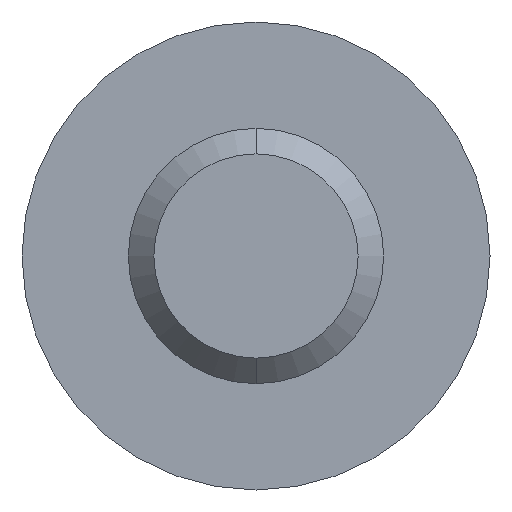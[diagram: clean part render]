
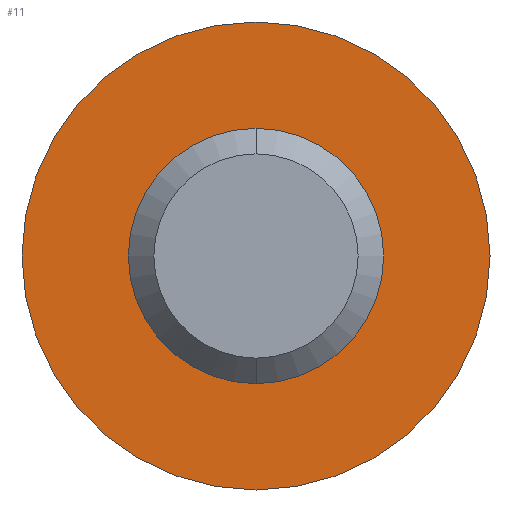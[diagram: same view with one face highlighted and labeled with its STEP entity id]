
A CAD part, front view. The second image highlights one B-rep face of the part: STEP entity #11.
In plain terms, the highlighted planar face has unit normal (0, -1, 0).
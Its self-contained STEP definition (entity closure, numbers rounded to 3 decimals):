
#2 = CARTESIAN_POINT ( 'NONE',  ( 0., 8., -2.75 ) ) ;
#11 = ADVANCED_FACE ( 'NONE', ( #216, #504 ), #228, .F. ) ;
#17 = AXIS2_PLACEMENT_3D ( 'NONE', #698, #363, #254 ) ;
#41 = DIRECTION ( 'NONE',  ( 0., 0., 1. ) ) ;
#45 = CARTESIAN_POINT ( 'NONE',  ( 0., 8., -1.5 ) ) ;
#58 = AXIS2_PLACEMENT_3D ( 'NONE', #661, #219, #229 ) ;
#94 = CARTESIAN_POINT ( 'NONE',  ( 0., 8., 0. ) ) ;
#118 = VERTEX_POINT ( 'NONE', #143 ) ;
#143 = CARTESIAN_POINT ( 'NONE',  ( 0., 8., 2.75 ) ) ;
#166 = VERTEX_POINT ( 'NONE', #45 ) ;
#184 = CARTESIAN_POINT ( 'NONE',  ( 0., 8., 0. ) ) ;
#203 = DIRECTION ( 'NONE',  ( 0., 1., 0. ) ) ;
#211 = EDGE_LOOP ( 'NONE', ( #647, #599 ) ) ;
#216 = FACE_BOUND ( 'NONE', #211, .T. ) ;
#219 = DIRECTION ( 'NONE',  ( 0., 1., 0. ) ) ;
#228 = PLANE ( 'NONE',  #384 ) ;
#229 = DIRECTION ( 'NONE',  ( 0., 0., 1. ) ) ;
#237 = CIRCLE ( 'NONE', #591, 2.75 ) ;
#254 = DIRECTION ( 'NONE',  ( 0., 0., 1. ) ) ;
#270 = CIRCLE ( 'NONE', #373, 1.5 ) ;
#337 = CARTESIAN_POINT ( 'NONE',  ( 0., 8., 1.5 ) ) ;
#341 = CIRCLE ( 'NONE', #58, 2.75 ) ;
#344 = ORIENTED_EDGE ( 'NONE', *, *, #359, .F. ) ;
#351 = DIRECTION ( 'NONE',  ( 0., 1., 0. ) ) ;
#353 = EDGE_CURVE ( 'NONE', #166, #487, #409, .T. ) ;
#359 = EDGE_CURVE ( 'NONE', #703, #118, #237, .T. ) ;
#363 = DIRECTION ( 'NONE',  ( 0., 1., 0. ) ) ;
#373 = AXIS2_PLACEMENT_3D ( 'NONE', #184, #351, #41 ) ;
#384 = AXIS2_PLACEMENT_3D ( 'NONE', #452, #392, #543 ) ;
#392 = DIRECTION ( 'NONE',  ( 0., 1., 0. ) ) ;
#409 = CIRCLE ( 'NONE', #17, 1.5 ) ;
#414 = EDGE_CURVE ( 'NONE', #118, #703, #341, .T. ) ;
#452 = CARTESIAN_POINT ( 'NONE',  ( 0., 8., 0. ) ) ;
#487 = VERTEX_POINT ( 'NONE', #337 ) ;
#504 = FACE_OUTER_BOUND ( 'NONE', #553, .T. ) ;
#543 = DIRECTION ( 'NONE',  ( 0., 0., 1. ) ) ;
#553 = EDGE_LOOP ( 'NONE', ( #344, #600 ) ) ;
#573 = EDGE_CURVE ( 'NONE', #487, #166, #270, .T. ) ;
#577 = DIRECTION ( 'NONE',  ( 0., 0., 1. ) ) ;
#591 = AXIS2_PLACEMENT_3D ( 'NONE', #94, #203, #577 ) ;
#599 = ORIENTED_EDGE ( 'NONE', *, *, #573, .T. ) ;
#600 = ORIENTED_EDGE ( 'NONE', *, *, #414, .F. ) ;
#647 = ORIENTED_EDGE ( 'NONE', *, *, #353, .T. ) ;
#661 = CARTESIAN_POINT ( 'NONE',  ( 0., 8., 0. ) ) ;
#698 = CARTESIAN_POINT ( 'NONE',  ( 0., 8., 0. ) ) ;
#703 = VERTEX_POINT ( 'NONE', #2 ) ;
